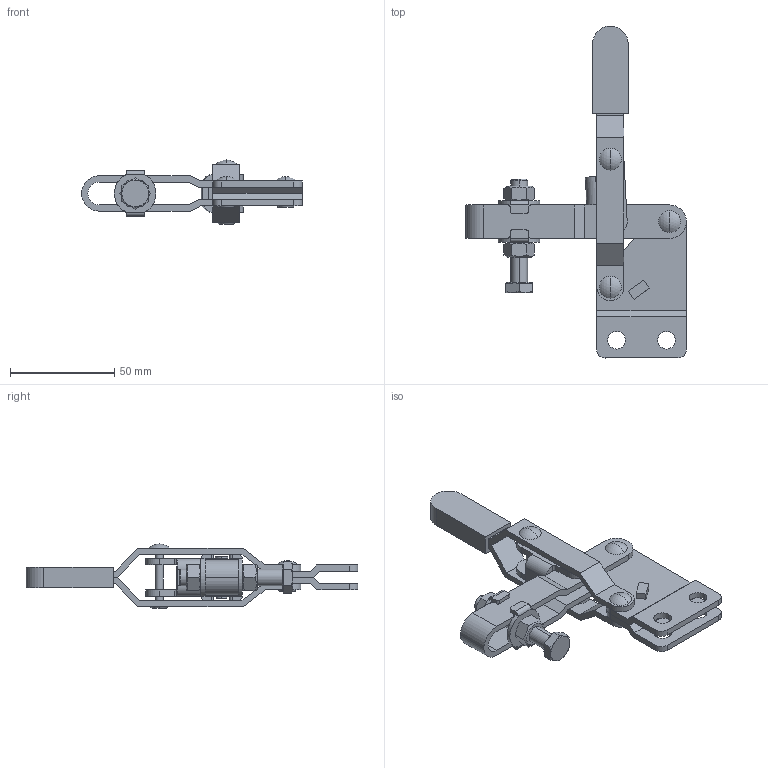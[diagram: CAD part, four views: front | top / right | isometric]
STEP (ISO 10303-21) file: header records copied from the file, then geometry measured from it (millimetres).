
FILE_DESCRIPTION (( 'STEP AP214' ), '1' );
FILE_NAME ('GH-12421(Â²¤Æ).STEP', '2020-05-22T07:40:32', ( 'LinWei' ), ( '' ), 'SwSTEP 2.0', 'SolidWorks 2016', '' );
FILE_SCHEMA (( 'AUTOMOTIVE_DESIGN' ));
Length unit declared in the file: millimetre
Products named in the file (6): Group1^GH-12421(簡化); Group5^GH-12421(簡化); GH-12421(簡化); Group2^GH-12421(簡化); 11242113; Group3^GH-12421(簡化)
Assembly tree (5 placements, depth 2):
  GH-12421(簡化)
    Group1^GH-12421(簡化)
    Group2^GH-12421(簡化)
    Group3^GH-12421(簡化)
    Group5^GH-12421(簡化)
    11242113
Bounding box: 106 x 159.5 x 30.77 mm (x, y, z)
Volume: 50038.2 mm3; surface area: 36143.1 mm2
Topology: 5 solids, 5 shells, 260 faces, 668 edges, 439 vertices
Faces by surface type: plane 139, cylinder 95, cone 12, torus 8, sphere 6
Entity records: 9306 total; most frequent: CARTESIAN_POINT 1813, DIRECTION 1378, ORIENTED_EDGE 1336, EDGE_CURVE 668, AXIS2_PLACEMENT_3D 496, VERTEX_POINT 439, LINE 386, VECTOR 386
